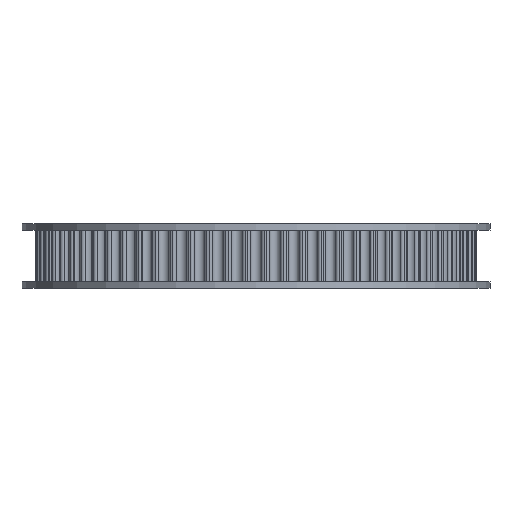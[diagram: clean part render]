
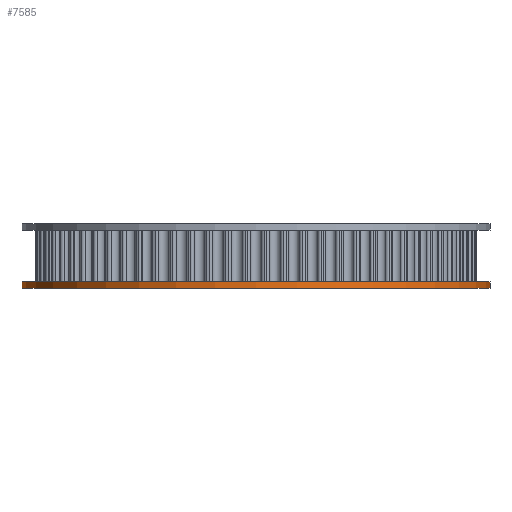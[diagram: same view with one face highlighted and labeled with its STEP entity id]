
A CAD part, front view. The second image highlights one B-rep face of the part: STEP entity #7585.
In plain terms, the highlighted cylindrical face has radius 36.014 mm (diameter 72.028 mm), a partial arc.
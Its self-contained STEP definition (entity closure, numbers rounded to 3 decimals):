
#1490 = CARTESIAN_POINT ( 'NONE',  ( 36.014, 0., -5. ) ) ;
#1556 = EDGE_LOOP ( 'NONE', ( #11995, #2844, #8716, #9969 ) ) ;
#2349 = VERTEX_POINT ( 'NONE', #9109 ) ;
#2844 = ORIENTED_EDGE ( 'NONE', *, *, #10042, .T. ) ;
#3076 = CARTESIAN_POINT ( 'NONE',  ( 0., 0., -4. ) ) ;
#3090 = CARTESIAN_POINT ( 'NONE',  ( -36.014, 0., -4. ) ) ;
#3148 = VERTEX_POINT ( 'NONE', #5123 ) ;
#3300 = CARTESIAN_POINT ( 'NONE',  ( 0., 0., -5. ) ) ;
#4645 = VECTOR ( 'NONE', #8461, 1000. ) ;
#5123 = CARTESIAN_POINT ( 'NONE',  ( -36.014, 0., -4. ) ) ;
#5602 = LINE ( 'NONE', #15761, #4645 ) ;
#5664 = AXIS2_PLACEMENT_3D ( 'NONE', #3076, #18509, #16775 ) ;
#6351 = DIRECTION ( 'NONE',  ( -1., 0., 0. ) ) ;
#7585 = ADVANCED_FACE ( 'NONE', ( #15548 ), #18653, .T. ) ;
#7728 = CARTESIAN_POINT ( 'NONE',  ( 0., 0., -4. ) ) ;
#8461 = DIRECTION ( 'NONE',  ( 0., 0., -1. ) ) ;
#8716 = ORIENTED_EDGE ( 'NONE', *, *, #16318, .T. ) ;
#8808 = CIRCLE ( 'NONE', #11208, 36.014 ) ;
#9109 = CARTESIAN_POINT ( 'NONE',  ( 36.014, 0., -4. ) ) ;
#9407 = VERTEX_POINT ( 'NONE', #15759 ) ;
#9969 = ORIENTED_EDGE ( 'NONE', *, *, #11283, .F. ) ;
#10042 = EDGE_CURVE ( 'NONE', #2349, #3148, #16398, .T. ) ;
#11208 = AXIS2_PLACEMENT_3D ( 'NONE', #3300, #12635, #6351 ) ;
#11283 = EDGE_CURVE ( 'NONE', #12997, #9407, #8808, .T. ) ;
#11995 = ORIENTED_EDGE ( 'NONE', *, *, #17694, .F. ) ;
#12349 = VECTOR ( 'NONE', #16788, 1000. ) ;
#12635 = DIRECTION ( 'NONE',  ( 0., 0., -1. ) ) ;
#12997 = VERTEX_POINT ( 'NONE', #1490 ) ;
#13848 = DIRECTION ( 'NONE',  ( 0., 0., -1. ) ) ;
#14939 = AXIS2_PLACEMENT_3D ( 'NONE', #7728, #13848, #15421 ) ;
#15421 = DIRECTION ( 'NONE',  ( -1., 0., 0. ) ) ;
#15548 = FACE_OUTER_BOUND ( 'NONE', #1556, .T. ) ;
#15759 = CARTESIAN_POINT ( 'NONE',  ( -36.014, 0., -5. ) ) ;
#15761 = CARTESIAN_POINT ( 'NONE',  ( 36.014, 0., -4. ) ) ;
#16318 = EDGE_CURVE ( 'NONE', #3148, #9407, #18286, .T. ) ;
#16398 = CIRCLE ( 'NONE', #5664, 36.014 ) ;
#16775 = DIRECTION ( 'NONE',  ( -1., 0., 0. ) ) ;
#16788 = DIRECTION ( 'NONE',  ( 0., 0., -1. ) ) ;
#17694 = EDGE_CURVE ( 'NONE', #2349, #12997, #5602, .T. ) ;
#18286 = LINE ( 'NONE', #3090, #12349 ) ;
#18509 = DIRECTION ( 'NONE',  ( 0., 0., -1. ) ) ;
#18653 = CYLINDRICAL_SURFACE ( 'NONE', #14939, 36.014 ) ;
